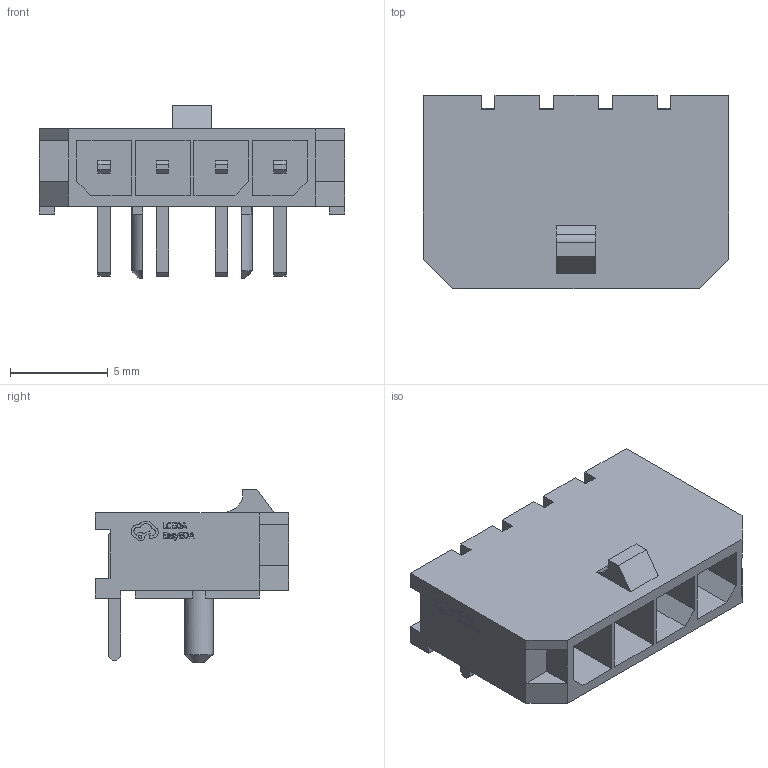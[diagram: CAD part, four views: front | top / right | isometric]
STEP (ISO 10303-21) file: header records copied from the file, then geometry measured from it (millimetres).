
FILE_DESCRIPTION (( 'STEP AP214' ), '1' );
FILE_NAME ('CONN-TH_4P-P3.00_L8.9-W15.7-EH4.7.step', '2022-07-29T17:24:11', ( '' ), ( '' ), 'SwSTEP 2.0', 'SolidWorks 2020', '' );
FILE_SCHEMA (( 'AUTOMOTIVE_DESIGN' ));
Length unit declared in the file: millimetre
Products named in the file (1): CONN-TH_4P-P3.00_L8.9-W15.7-EH4.7
Bounding box: 15.65 x 9.9 x 8.87 mm (x, y, z)
Volume: 344.6 mm3; surface area: 1001.8 mm2
Topology: 14 solids, 14 shells, 472 faces, 1263 edges, 837 vertices
Faces by surface type: plane 351, bspline 114, cylinder 4, cone 3
Entity records: 19976 total; most frequent: CARTESIAN_POINT 4947, ORIENTED_EDGE 2526, DIRECTION 1760, EDGE_CURVE 1263, VECTOR 1012, LINE 1012, VERTEX_POINT 837, EDGE_LOOP 502
